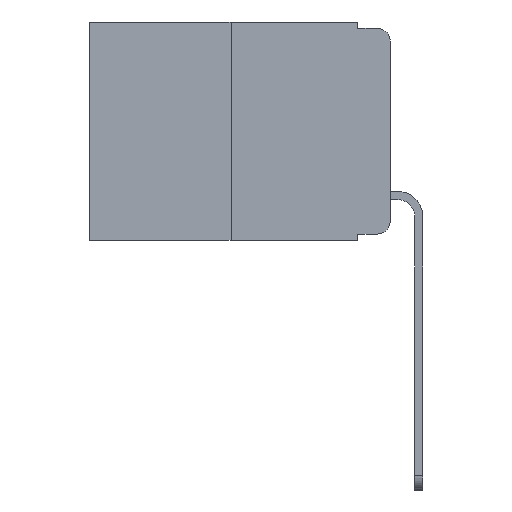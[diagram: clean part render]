
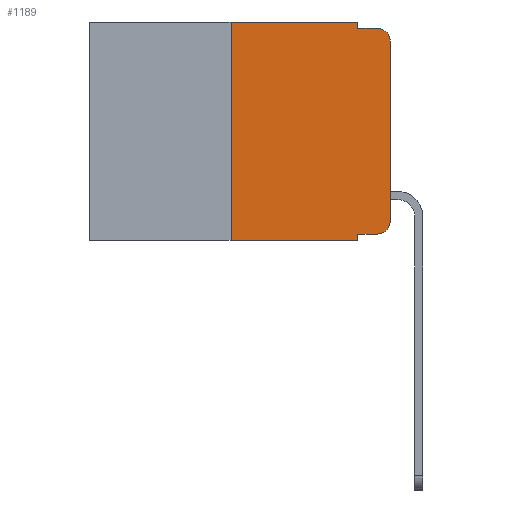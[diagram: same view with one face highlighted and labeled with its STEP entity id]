
A CAD part, left-side view. The second image highlights one B-rep face of the part: STEP entity #1189.
In plain terms, the highlighted planar face has unit normal (-1, 0, 0).
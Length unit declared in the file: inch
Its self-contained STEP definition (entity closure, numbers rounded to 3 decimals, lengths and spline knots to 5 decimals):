
#29 = VECTOR ( 'NONE', #10052, 39.37008 ) ;
#214 = CARTESIAN_POINT ( 'NONE',  ( 0., 0.051, -0.333 ) ) ;
#481 = CARTESIAN_POINT ( 'NONE',  ( 0., 0.473, 0. ) ) ;
#850 = DIRECTION ( 'NONE',  ( 0., 0., 1. ) ) ;
#915 = ORIENTED_EDGE ( 'NONE', *, *, #4838, .F. ) ;
#1118 = CARTESIAN_POINT ( 'NONE',  ( 0., 0., 0. ) ) ;
#1189 = ADVANCED_FACE ( 'NONE', ( #4773 ), #16007, .F. ) ;
#1221 = VERTEX_POINT ( 'NONE', #7304 ) ;
#1489 = DIRECTION ( 'NONE',  ( -1., 0., 0. ) ) ;
#1509 = DIRECTION ( 'NONE',  ( 0., 0., -1. ) ) ;
#1729 = DIRECTION ( 'NONE',  ( 0., -1., 0. ) ) ;
#1926 = VERTEX_POINT ( 'NONE', #2255 ) ;
#2000 = ORIENTED_EDGE ( 'NONE', *, *, #6253, .F. ) ;
#2255 = CARTESIAN_POINT ( 'NONE',  ( 0., 0.02, -0.333 ) ) ;
#2379 = CARTESIAN_POINT ( 'NONE',  ( 0., 0.473, 0. ) ) ;
#2414 = CARTESIAN_POINT ( 'NONE',  ( 0., 0.051, -0.01 ) ) ;
#2436 = EDGE_CURVE ( 'NONE', #12908, #4540, #8763, .T. ) ;
#2795 = CARTESIAN_POINT ( 'NONE',  ( 0., 0.051, 0. ) ) ;
#2999 = DIRECTION ( 'NONE',  ( 0., 0., -1. ) ) ;
#3137 = CARTESIAN_POINT ( 'NONE',  ( 0., 0.473, -0.343 ) ) ;
#3481 = LINE ( 'NONE', #14210, #3691 ) ;
#3684 = CARTESIAN_POINT ( 'NONE',  ( 0., 0.02, -0.03 ) ) ;
#3691 = VECTOR ( 'NONE', #850, 39.37008 ) ;
#4540 = VERTEX_POINT ( 'NONE', #2414 ) ;
#4580 = CIRCLE ( 'NONE', #5684, 0.02 ) ;
#4773 = FACE_OUTER_BOUND ( 'NONE', #8609, .T. ) ;
#4783 = LINE ( 'NONE', #2379, #15274 ) ;
#4838 = EDGE_CURVE ( 'NONE', #10294, #12908, #4783, .T. ) ;
#4859 = EDGE_CURVE ( 'NONE', #15722, #7278, #4580, .T. ) ;
#5142 = ORIENTED_EDGE ( 'NONE', *, *, #11369, .F. ) ;
#5232 = ORIENTED_EDGE ( 'NONE', *, *, #4859, .T. ) ;
#5470 = CARTESIAN_POINT ( 'NONE',  ( 0., 0.051, 0. ) ) ;
#5635 = VECTOR ( 'NONE', #11483, 39.37008 ) ;
#5684 = AXIS2_PLACEMENT_3D ( 'NONE', #3684, #1489, #13933 ) ;
#6211 = LINE ( 'NONE', #3137, #15696 ) ;
#6253 = EDGE_CURVE ( 'NONE', #1221, #10294, #3481, .T. ) ;
#6309 = DIRECTION ( 'NONE',  ( 0., -1., 0. ) ) ;
#6516 = CARTESIAN_POINT ( 'NONE',  ( 0., 0., -0.313 ) ) ;
#6641 = VERTEX_POINT ( 'NONE', #214 ) ;
#6873 = EDGE_CURVE ( 'NONE', #1926, #12191, #7348, .T. ) ;
#6910 = DIRECTION ( 'NONE',  ( 0., 0., -1. ) ) ;
#7221 = ORIENTED_EDGE ( 'NONE', *, *, #15176, .T. ) ;
#7251 = CARTESIAN_POINT ( 'NONE',  ( 0., 0.051, -0.333 ) ) ;
#7278 = VERTEX_POINT ( 'NONE', #15466 ) ;
#7304 = CARTESIAN_POINT ( 'NONE',  ( 0., 0.25, -0.343 ) ) ;
#7348 = CIRCLE ( 'NONE', #11513, 0.02 ) ;
#7511 = VECTOR ( 'NONE', #15343, 39.37008 ) ;
#7584 = EDGE_CURVE ( 'NONE', #6641, #1926, #12113, .T. ) ;
#7714 = EDGE_CURVE ( 'NONE', #6641, #12541, #13918, .T. ) ;
#7744 = ORIENTED_EDGE ( 'NONE', *, *, #7584, .T. ) ;
#7828 = VECTOR ( 'NONE', #1729, 39.37008 ) ;
#8157 = CARTESIAN_POINT ( 'NONE',  ( 0., 0.02, -0.313 ) ) ;
#8609 = EDGE_LOOP ( 'NONE', ( #7221, #5232, #5142, #8721, #915, #2000, #13390, #15536, #7744, #9929 ) ) ;
#8721 = ORIENTED_EDGE ( 'NONE', *, *, #2436, .F. ) ;
#8763 = LINE ( 'NONE', #14370, #11375 ) ;
#8828 = CARTESIAN_POINT ( 'NONE',  ( 0., 0., -0.03 ) ) ;
#9929 = ORIENTED_EDGE ( 'NONE', *, *, #6873, .T. ) ;
#10052 = DIRECTION ( 'NONE',  ( 0., -1., 0. ) ) ;
#10294 = VERTEX_POINT ( 'NONE', #12621 ) ;
#11369 = EDGE_CURVE ( 'NONE', #4540, #7278, #11630, .T. ) ;
#11375 = VECTOR ( 'NONE', #1509, 39.37008 ) ;
#11382 = EDGE_CURVE ( 'NONE', #1221, #12541, #6211, .T. ) ;
#11483 = DIRECTION ( 'NONE',  ( 0., 0., 1. ) ) ;
#11513 = AXIS2_PLACEMENT_3D ( 'NONE', #8157, #13358, #2999 ) ;
#11630 = LINE ( 'NONE', #14715, #7828 ) ;
#12068 = LINE ( 'NONE', #1118, #5635 ) ;
#12113 = LINE ( 'NONE', #7251, #29 ) ;
#12191 = VERTEX_POINT ( 'NONE', #6516 ) ;
#12541 = VERTEX_POINT ( 'NONE', #14898 ) ;
#12621 = CARTESIAN_POINT ( 'NONE',  ( 0., 0.25, 0. ) ) ;
#12908 = VERTEX_POINT ( 'NONE', #5470 ) ;
#13358 = DIRECTION ( 'NONE',  ( -1., 0., 0. ) ) ;
#13390 = ORIENTED_EDGE ( 'NONE', *, *, #11382, .T. ) ;
#13918 = LINE ( 'NONE', #2795, #7511 ) ;
#13933 = DIRECTION ( 'NONE',  ( 0., 0., -1. ) ) ;
#14210 = CARTESIAN_POINT ( 'NONE',  ( 0., 0.25, 0. ) ) ;
#14370 = CARTESIAN_POINT ( 'NONE',  ( 0., 0.051, 0. ) ) ;
#14542 = DIRECTION ( 'NONE',  ( 0., -1., 0. ) ) ;
#14616 = DIRECTION ( 'NONE',  ( 1., 0., 0. ) ) ;
#14715 = CARTESIAN_POINT ( 'NONE',  ( 0., 0.051, -0.01 ) ) ;
#14898 = CARTESIAN_POINT ( 'NONE',  ( 0., 0.051, -0.343 ) ) ;
#15176 = EDGE_CURVE ( 'NONE', #12191, #15722, #12068, .T. ) ;
#15274 = VECTOR ( 'NONE', #6309, 39.37008 ) ;
#15343 = DIRECTION ( 'NONE',  ( 0., 0., -1. ) ) ;
#15466 = CARTESIAN_POINT ( 'NONE',  ( 0., 0.02, -0.01 ) ) ;
#15536 = ORIENTED_EDGE ( 'NONE', *, *, #7714, .F. ) ;
#15696 = VECTOR ( 'NONE', #14542, 39.37008 ) ;
#15722 = VERTEX_POINT ( 'NONE', #8828 ) ;
#16007 = PLANE ( 'NONE',  #16231 ) ;
#16231 = AXIS2_PLACEMENT_3D ( 'NONE', #481, #14616, #6910 ) ;
